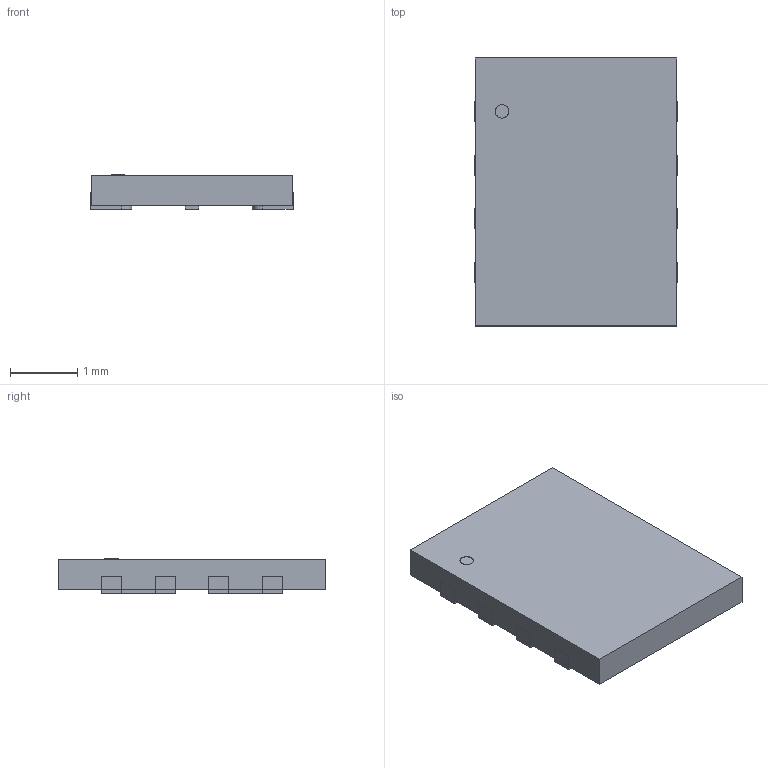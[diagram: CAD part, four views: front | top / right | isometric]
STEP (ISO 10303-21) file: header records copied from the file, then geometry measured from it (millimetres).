
FILE_DESCRIPTION(/* description */ (''),/* implementation_level */ '2;1');
FILE_NAME(/* name */ 'b5ad433d-f5e9-44cb-ad9d-4187c1ab2f4e',/* time_stamp */ '2024-03-13T22:19:02+08:00',/* author */ (''),/* organization */ (''),/* preprocessor_version */ 'ST-DEVELOPER v16.5',/* originating_system */ '',/* authorisation */ '');
FILE_SCHEMA (('CONFIG_CONTROL_DESIGN'));
Length unit declared in the file: millimetre
Products named in the file (1): Document
Bounding box: 3.01 x 3.99 x 0.51 mm (x, y, z)
Volume: 5.6 mm3; surface area: 35.7 mm2
Topology: 12 solids, 12 shells, 107 faces, 217 edges, 134 vertices
Faces by surface type: plane 95, cylinder 12
Entity records: 2450 total; most frequent: CARTESIAN_POINT 728, ORIENTED_EDGE 434, EDGE_CURVE 217, B_SPLINE_CURVE_WITH_KNOTS 190, VERTEX_POINT 134, DIRECTION 108, ADVANCED_FACE 107, FACE_OUTER_BOUND 107
